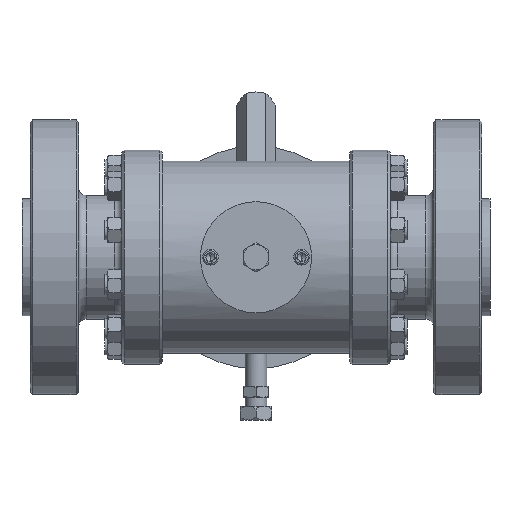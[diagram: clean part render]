
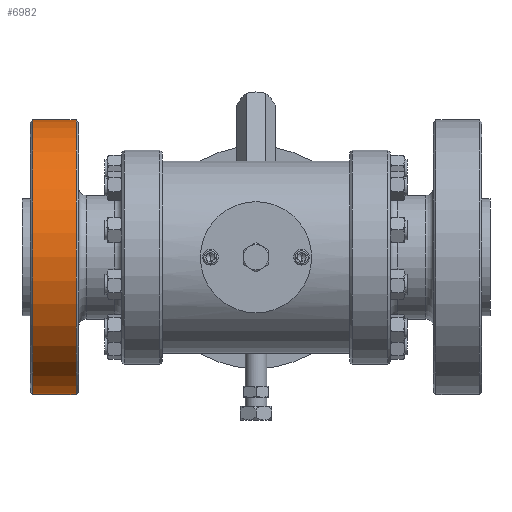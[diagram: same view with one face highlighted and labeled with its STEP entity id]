
A CAD part, front view. The second image highlights one B-rep face of the part: STEP entity #6982.
In plain terms, the highlighted cylindrical face has radius 108 mm (diameter 216 mm), a partial arc.
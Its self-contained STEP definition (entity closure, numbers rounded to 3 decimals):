
#957 = VERTEX_POINT ( 'NONE', #24669 ) ;
#1530 = AXIS2_PLACEMENT_3D ( 'NONE', #14482, #12456, #12201 ) ;
#2420 = DIRECTION ( 'NONE',  ( -1., 0., 0. ) ) ;
#2741 = CARTESIAN_POINT ( 'NONE',  ( -141.5, 0., 0. ) ) ;
#3508 = LINE ( 'NONE', #5650, #20896 ) ;
#3633 = VERTEX_POINT ( 'NONE', #17128 ) ;
#3641 = VECTOR ( 'NONE', #15381, 1000. ) ;
#3966 = ORIENTED_EDGE ( 'NONE', *, *, #6260, .F. ) ;
#4159 = AXIS2_PLACEMENT_3D ( 'NONE', #12585, #2420, #8575 ) ;
#4764 = VERTEX_POINT ( 'NONE', #10018 ) ;
#5011 = CIRCLE ( 'NONE', #4159, 108. ) ;
#5650 = CARTESIAN_POINT ( 'NONE',  ( -177.6, 0., 108. ) ) ;
#6260 = EDGE_CURVE ( 'NONE', #26465, #3633, #21664, .T. ) ;
#6982 = ADVANCED_FACE ( 'NONE', ( #24957 ), #16625, .T. ) ;
#8348 = EDGE_CURVE ( 'NONE', #4764, #3633, #17133, .T. ) ;
#8575 = DIRECTION ( 'NONE',  ( 0., 0., -1. ) ) ;
#9486 = CARTESIAN_POINT ( 'NONE',  ( -177.6, 0., -108. ) ) ;
#10018 = CARTESIAN_POINT ( 'NONE',  ( -175.6, 0., -108. ) ) ;
#10891 = ORIENTED_EDGE ( 'NONE', *, *, #8348, .T. ) ;
#12201 = DIRECTION ( 'NONE',  ( 0., 0., 1. ) ) ;
#12456 = DIRECTION ( 'NONE',  ( 1., 0., 0. ) ) ;
#12585 = CARTESIAN_POINT ( 'NONE',  ( -175.6, 0., 0. ) ) ;
#13083 = AXIS2_PLACEMENT_3D ( 'NONE', #2741, #22718, #17081 ) ;
#14204 = ORIENTED_EDGE ( 'NONE', *, *, #22252, .F. ) ;
#14482 = CARTESIAN_POINT ( 'NONE',  ( -177.6, 0., 0. ) ) ;
#15381 = DIRECTION ( 'NONE',  ( 1., 0., 0. ) ) ;
#16625 = CYLINDRICAL_SURFACE ( 'NONE', #1530, 108. ) ;
#17081 = DIRECTION ( 'NONE',  ( 0., 0., -1. ) ) ;
#17128 = CARTESIAN_POINT ( 'NONE',  ( -141.5, 0., -108. ) ) ;
#17133 = LINE ( 'NONE', #9486, #3641 ) ;
#19993 = DIRECTION ( 'NONE',  ( 1., 0., 0. ) ) ;
#20401 = ORIENTED_EDGE ( 'NONE', *, *, #23069, .F. ) ;
#20896 = VECTOR ( 'NONE', #19993, 1000. ) ;
#21664 = CIRCLE ( 'NONE', #13083, 108. ) ;
#22252 = EDGE_CURVE ( 'NONE', #4764, #957, #5011, .T. ) ;
#22718 = DIRECTION ( 'NONE',  ( 1., 0., 0. ) ) ;
#23069 = EDGE_CURVE ( 'NONE', #957, #26465, #3508, .T. ) ;
#24669 = CARTESIAN_POINT ( 'NONE',  ( -175.6, 0., 108. ) ) ;
#24864 = CARTESIAN_POINT ( 'NONE',  ( -141.5, 0., 108. ) ) ;
#24881 = EDGE_LOOP ( 'NONE', ( #14204, #10891, #3966, #20401 ) ) ;
#24957 = FACE_OUTER_BOUND ( 'NONE', #24881, .T. ) ;
#26465 = VERTEX_POINT ( 'NONE', #24864 ) ;
